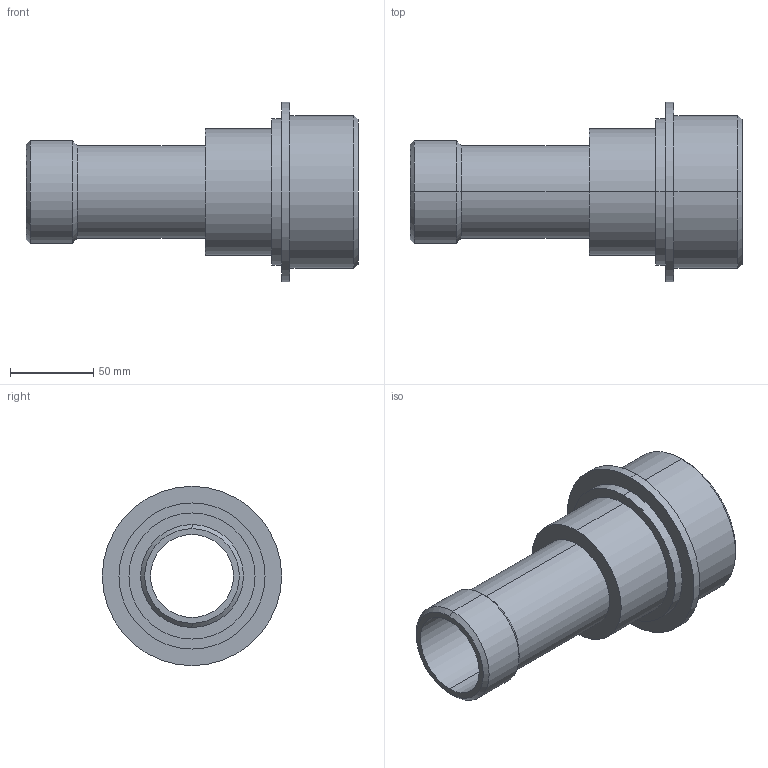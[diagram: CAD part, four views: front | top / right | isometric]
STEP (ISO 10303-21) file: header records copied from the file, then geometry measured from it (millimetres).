
FILE_DESCRIPTION (( 'STEP AP214' ), '1' );
FILE_NAME ('Äåòàëü1r3.STEP', '2002-07-23T11:38:03', ( '' ), ( '' ), 'SwSTEP 2.0', 'SolidWorks 2011', '' );
FILE_SCHEMA (( 'AUTOMOTIVE_DESIGN' ));
Length unit declared in the file: millimetre
Products named in the file (1): 櫻蠉錪1r3
Bounding box: 200 x 108 x 108 mm (x, y, z)
Volume: 330879.9 mm3; surface area: 92941.6 mm2
Topology: 1 solids, 1 shells, 34 faces, 68 edges, 42 vertices
Faces by surface type: cylinder 18, cone 8, plane 8
Entity records: 932 total; most frequent: DIRECTION 180, CARTESIAN_POINT 145, ORIENTED_EDGE 136, AXIS2_PLACEMENT_3D 77, EDGE_CURVE 68, VERTEX_POINT 42, EDGE_LOOP 42, CIRCLE 42
